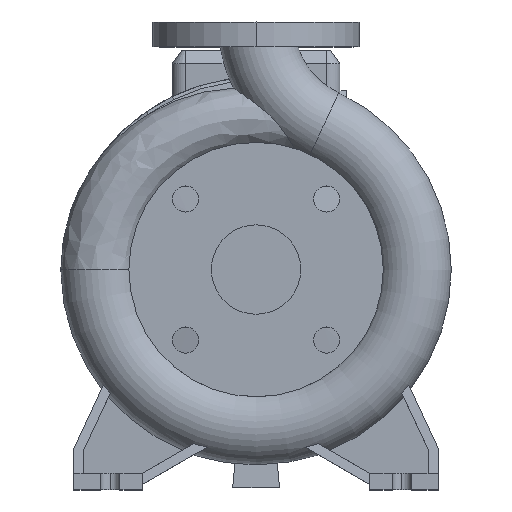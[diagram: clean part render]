
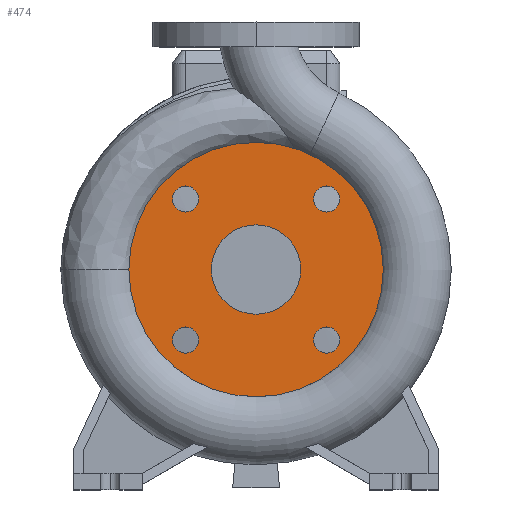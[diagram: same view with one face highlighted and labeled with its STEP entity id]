
A CAD part, top view. The second image highlights one B-rep face of the part: STEP entity #474.
In plain terms, the highlighted planar face has unit normal (0, 0, 1).
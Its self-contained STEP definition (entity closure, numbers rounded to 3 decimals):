
#33 = ORIENTED_EDGE ( 'NONE', *, *, #9257, .F. ) ;
#50 = EDGE_CURVE ( 'NONE', #878, #1183, #13338, .T. ) ;
#184 = EDGE_CURVE ( 'NONE', #4822, #8811, #7255, .T. ) ;
#203 = CARTESIAN_POINT ( 'NONE',  ( -41.765, 51.265, 100. ) ) ;
#263 = DIRECTION ( 'NONE',  ( 0., 0., 1. ) ) ;
#471 = CARTESIAN_POINT ( 'NONE',  ( 51.265, 51.265, 100. ) ) ;
#474 = ADVANCED_FACE ( 'NONE', ( #7526, #4509, #5492, #6482, #9650, #6549 ), #11973, .F. ) ;
#604 = CARTESIAN_POINT ( 'NONE',  ( 60.765, -51.265, 100. ) ) ;
#614 = ORIENTED_EDGE ( 'NONE', *, *, #8829, .F. ) ;
#773 = CIRCLE ( 'NONE', #8426, 9.5 ) ;
#878 = VERTEX_POINT ( 'NONE', #604 ) ;
#989 = CARTESIAN_POINT ( 'NONE',  ( 0., 0., 100. ) ) ;
#1020 = EDGE_CURVE ( 'NONE', #1183, #878, #7731, .T. ) ;
#1031 = ORIENTED_EDGE ( 'NONE', *, *, #7427, .F. ) ;
#1077 = CIRCLE ( 'NONE', #5797, 9.5 ) ;
#1100 = VERTEX_POINT ( 'NONE', #11137 ) ;
#1183 = VERTEX_POINT ( 'NONE', #6276 ) ;
#1217 = CARTESIAN_POINT ( 'NONE',  ( 0., 0., 100. ) ) ;
#1224 = AXIS2_PLACEMENT_3D ( 'NONE', #8291, #6109, #9348 ) ;
#1225 = DIRECTION ( 'NONE',  ( 0., 0., 1. ) ) ;
#1316 = VERTEX_POINT ( 'NONE', #1338 ) ;
#1338 = CARTESIAN_POINT ( 'NONE',  ( 32.5, 0., 100. ) ) ;
#1633 = EDGE_CURVE ( 'NONE', #6313, #3292, #9779, .T. ) ;
#1663 = CIRCLE ( 'NONE', #9990, 9.5 ) ;
#1705 = DIRECTION ( 'NONE',  ( 0., 0., 1. ) ) ;
#1709 = EDGE_CURVE ( 'NONE', #10184, #1100, #1663, .T. ) ;
#2317 = DIRECTION ( 'NONE',  ( 0., 0., -1. ) ) ;
#2733 = ORIENTED_EDGE ( 'NONE', *, *, #6371, .T. ) ;
#2790 = ORIENTED_EDGE ( 'NONE', *, *, #10209, .F. ) ;
#2814 = VERTEX_POINT ( 'NONE', #6329 ) ;
#2879 = DIRECTION ( 'NONE',  ( 1., 0., 0. ) ) ;
#2942 = CARTESIAN_POINT ( 'NONE',  ( -51.265, 51.265, 100. ) ) ;
#3058 = DIRECTION ( 'NONE',  ( 0., 0., 1. ) ) ;
#3109 = VERTEX_POINT ( 'NONE', #6877 ) ;
#3223 = AXIS2_PLACEMENT_3D ( 'NONE', #5459, #3058, #10744 ) ;
#3264 = DIRECTION ( 'NONE',  ( 1., 0., 0. ) ) ;
#3292 = VERTEX_POINT ( 'NONE', #11390 ) ;
#3477 = DIRECTION ( 'NONE',  ( 1., 0., 0. ) ) ;
#3492 = AXIS2_PLACEMENT_3D ( 'NONE', #7488, #1225, #4193 ) ;
#3746 = AXIS2_PLACEMENT_3D ( 'NONE', #471, #263, #6746 ) ;
#3764 = DIRECTION ( 'NONE',  ( 1., 0., 0. ) ) ;
#3766 = DIRECTION ( 'NONE',  ( 0., 0., 1. ) ) ;
#4193 = DIRECTION ( 'NONE',  ( 1., 0., 0. ) ) ;
#4388 = DIRECTION ( 'NONE',  ( 0., 0., 1. ) ) ;
#4509 = FACE_BOUND ( 'NONE', #4597, .T. ) ;
#4597 = EDGE_LOOP ( 'NONE', ( #5766, #6168 ) ) ;
#4599 = DIRECTION ( 'NONE',  ( 0., 0., 1. ) ) ;
#4822 = VERTEX_POINT ( 'NONE', #9192 ) ;
#5017 = CARTESIAN_POINT ( 'NONE',  ( 0., 0., 100. ) ) ;
#5053 = AXIS2_PLACEMENT_3D ( 'NONE', #1217, #6571, #3264 ) ;
#5429 = CARTESIAN_POINT ( 'NONE',  ( 0., 92.5, 100. ) ) ;
#5459 = CARTESIAN_POINT ( 'NONE',  ( 51.265, -51.265, 100. ) ) ;
#5477 = AXIS2_PLACEMENT_3D ( 'NONE', #5429, #2317, #9782 ) ;
#5492 = FACE_BOUND ( 'NONE', #7644, .T. ) ;
#5577 = ORIENTED_EDGE ( 'NONE', *, *, #1633, .T. ) ;
#5766 = ORIENTED_EDGE ( 'NONE', *, *, #1709, .F. ) ;
#5797 = AXIS2_PLACEMENT_3D ( 'NONE', #13908, #12633, #9308 ) ;
#6109 = DIRECTION ( 'NONE',  ( 0., 0., 1. ) ) ;
#6168 = ORIENTED_EDGE ( 'NONE', *, *, #11972, .F. ) ;
#6190 = CIRCLE ( 'NONE', #7764, 32.5 ) ;
#6276 = CARTESIAN_POINT ( 'NONE',  ( 41.765, -51.265, 100. ) ) ;
#6313 = VERTEX_POINT ( 'NONE', #8251 ) ;
#6326 = DIRECTION ( 'NONE',  ( 0., 0., 1. ) ) ;
#6329 = CARTESIAN_POINT ( 'NONE',  ( 60.765, 51.265, 100. ) ) ;
#6332 = EDGE_LOOP ( 'NONE', ( #6761, #8948 ) ) ;
#6371 = EDGE_CURVE ( 'NONE', #3292, #6313, #13892, .T. ) ;
#6482 = FACE_OUTER_BOUND ( 'NONE', #11738, .T. ) ;
#6549 = FACE_BOUND ( 'NONE', #7390, .T. ) ;
#6571 = DIRECTION ( 'NONE',  ( 0., 0., 1. ) ) ;
#6746 = DIRECTION ( 'NONE',  ( 1., 0., 0. ) ) ;
#6761 = ORIENTED_EDGE ( 'NONE', *, *, #7274, .F. ) ;
#6877 = CARTESIAN_POINT ( 'NONE',  ( -32.5, 0., 100. ) ) ;
#7056 = AXIS2_PLACEMENT_3D ( 'NONE', #9810, #4388, #9883 ) ;
#7255 = CIRCLE ( 'NONE', #12225, 9.5 ) ;
#7274 = EDGE_CURVE ( 'NONE', #8811, #4822, #13382, .T. ) ;
#7390 = EDGE_LOOP ( 'NONE', ( #7757, #12394 ) ) ;
#7427 = EDGE_CURVE ( 'NONE', #2814, #13331, #773, .T. ) ;
#7488 = CARTESIAN_POINT ( 'NONE',  ( -51.265, -51.265, 100. ) ) ;
#7525 = CIRCLE ( 'NONE', #5053, 32.5 ) ;
#7526 = FACE_BOUND ( 'NONE', #6332, .T. ) ;
#7644 = EDGE_LOOP ( 'NONE', ( #33, #614 ) ) ;
#7690 = CARTESIAN_POINT ( 'NONE',  ( -41.765, -51.265, 100. ) ) ;
#7731 = CIRCLE ( 'NONE', #7056, 9.5 ) ;
#7757 = ORIENTED_EDGE ( 'NONE', *, *, #50, .F. ) ;
#7764 = AXIS2_PLACEMENT_3D ( 'NONE', #989, #8743, #13813 ) ;
#7841 = CARTESIAN_POINT ( 'NONE',  ( -51.265, -51.265, 100. ) ) ;
#8251 = CARTESIAN_POINT ( 'NONE',  ( 92.5, 0., 100. ) ) ;
#8291 = CARTESIAN_POINT ( 'NONE',  ( 0., 0., 100. ) ) ;
#8426 = AXIS2_PLACEMENT_3D ( 'NONE', #10101, #3766, #8976 ) ;
#8743 = DIRECTION ( 'NONE',  ( 0., 0., 1. ) ) ;
#8811 = VERTEX_POINT ( 'NONE', #7690 ) ;
#8829 = EDGE_CURVE ( 'NONE', #3109, #1316, #7525, .T. ) ;
#8948 = ORIENTED_EDGE ( 'NONE', *, *, #184, .F. ) ;
#8976 = DIRECTION ( 'NONE',  ( 1., 0., 0. ) ) ;
#9192 = CARTESIAN_POINT ( 'NONE',  ( -60.765, -51.265, 100. ) ) ;
#9257 = EDGE_CURVE ( 'NONE', #1316, #3109, #6190, .T. ) ;
#9308 = DIRECTION ( 'NONE',  ( 1., 0., 0. ) ) ;
#9348 = DIRECTION ( 'NONE',  ( 1., 0., 0. ) ) ;
#9650 = FACE_BOUND ( 'NONE', #13646, .T. ) ;
#9779 = CIRCLE ( 'NONE', #1224, 92.5 ) ;
#9782 = DIRECTION ( 'NONE',  ( -1., 0., 0. ) ) ;
#9810 = CARTESIAN_POINT ( 'NONE',  ( 51.265, -51.265, 100. ) ) ;
#9883 = DIRECTION ( 'NONE',  ( 1., 0., 0. ) ) ;
#9990 = AXIS2_PLACEMENT_3D ( 'NONE', #2942, #6326, #2879 ) ;
#10101 = CARTESIAN_POINT ( 'NONE',  ( 51.265, 51.265, 100. ) ) ;
#10184 = VERTEX_POINT ( 'NONE', #203 ) ;
#10209 = EDGE_CURVE ( 'NONE', #13331, #2814, #12294, .T. ) ;
#10744 = DIRECTION ( 'NONE',  ( 1., 0., 0. ) ) ;
#11137 = CARTESIAN_POINT ( 'NONE',  ( -60.765, 51.265, 100. ) ) ;
#11390 = CARTESIAN_POINT ( 'NONE',  ( -92.5, 0., 100. ) ) ;
#11738 = EDGE_LOOP ( 'NONE', ( #5577, #2733 ) ) ;
#11972 = EDGE_CURVE ( 'NONE', #1100, #10184, #1077, .T. ) ;
#11973 = PLANE ( 'NONE',  #5477 ) ;
#12225 = AXIS2_PLACEMENT_3D ( 'NONE', #7841, #4599, #3477 ) ;
#12294 = CIRCLE ( 'NONE', #3746, 9.5 ) ;
#12394 = ORIENTED_EDGE ( 'NONE', *, *, #1020, .F. ) ;
#12633 = DIRECTION ( 'NONE',  ( 0., 0., 1. ) ) ;
#13011 = CARTESIAN_POINT ( 'NONE',  ( 41.765, 51.265, 100. ) ) ;
#13246 = AXIS2_PLACEMENT_3D ( 'NONE', #5017, #1705, #3764 ) ;
#13331 = VERTEX_POINT ( 'NONE', #13011 ) ;
#13338 = CIRCLE ( 'NONE', #3223, 9.5 ) ;
#13382 = CIRCLE ( 'NONE', #3492, 9.5 ) ;
#13646 = EDGE_LOOP ( 'NONE', ( #1031, #2790 ) ) ;
#13813 = DIRECTION ( 'NONE',  ( 1., 0., 0. ) ) ;
#13892 = CIRCLE ( 'NONE', #13246, 92.5 ) ;
#13908 = CARTESIAN_POINT ( 'NONE',  ( -51.265, 51.265, 100. ) ) ;
